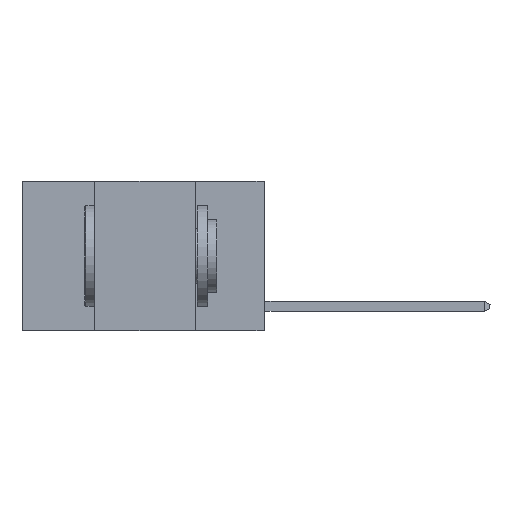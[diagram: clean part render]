
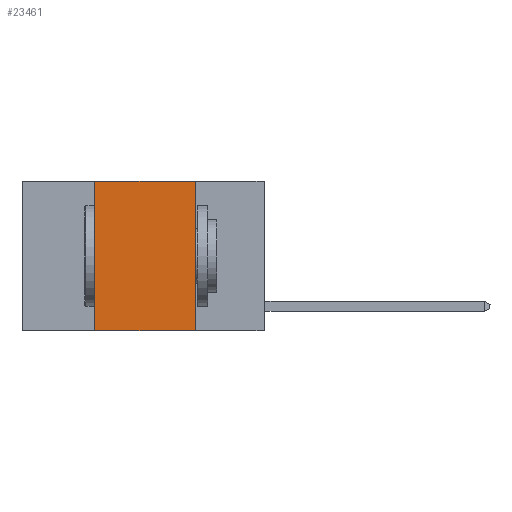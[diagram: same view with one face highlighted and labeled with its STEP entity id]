
A CAD part, left-side view. The second image highlights one B-rep face of the part: STEP entity #23461.
In plain terms, the highlighted planar face has unit normal (-1, 0, 0).
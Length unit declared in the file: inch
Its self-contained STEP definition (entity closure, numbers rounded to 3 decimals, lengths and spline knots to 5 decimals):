
#106 = VERTEX_POINT ( 'NONE', #17556 ) ;
#959 = EDGE_CURVE ( 'NONE', #21279, #18425, #29503, .T. ) ;
#1109 = LINE ( 'NONE', #17913, #26317 ) ;
#1625 = DIRECTION ( 'NONE',  ( 0., -1., 0. ) ) ;
#1721 = DIRECTION ( 'NONE',  ( 0., 0., -1. ) ) ;
#3478 = VECTOR ( 'NONE', #20542, 39.37008 ) ;
#3506 = ORIENTED_EDGE ( 'NONE', *, *, #12697, .F. ) ;
#4226 = CARTESIAN_POINT ( 'NONE',  ( 0., 0.6, 0. ) ) ;
#5016 = ORIENTED_EDGE ( 'NONE', *, *, #959, .F. ) ;
#5270 = VECTOR ( 'NONE', #21224, 39.37008 ) ;
#6331 = CARTESIAN_POINT ( 'NONE',  ( 0., 0.6, -0.37 ) ) ;
#6791 = EDGE_CURVE ( 'NONE', #17043, #21279, #1109, .T. ) ;
#7973 = ORIENTED_EDGE ( 'NONE', *, *, #13042, .T. ) ;
#8875 = LINE ( 'NONE', #14464, #5270 ) ;
#9037 = CARTESIAN_POINT ( 'NONE',  ( 0., 0.17, 0. ) ) ;
#9772 = CARTESIAN_POINT ( 'NONE',  ( 0., 0.17, -0.37 ) ) ;
#10274 = ORIENTED_EDGE ( 'NONE', *, *, #6791, .F. ) ;
#12697 = EDGE_CURVE ( 'NONE', #106, #17043, #8875, .T. ) ;
#13042 = EDGE_CURVE ( 'NONE', #106, #18425, #17860, .T. ) ;
#13294 = CARTESIAN_POINT ( 'NONE',  ( 0., 0.17, 0. ) ) ;
#13313 = EDGE_LOOP ( 'NONE', ( #5016, #10274, #3506, #7973 ) ) ;
#14464 = CARTESIAN_POINT ( 'NONE',  ( 0., 0.42, 0. ) ) ;
#15128 = CARTESIAN_POINT ( 'NONE',  ( 0., 0.42, 0. ) ) ;
#15519 = DIRECTION ( 'NONE',  ( 0., 0., -1. ) ) ;
#17043 = VERTEX_POINT ( 'NONE', #15128 ) ;
#17556 = CARTESIAN_POINT ( 'NONE',  ( 0., 0.42, -0.37 ) ) ;
#17860 = LINE ( 'NONE', #6331, #3478 ) ;
#17913 = CARTESIAN_POINT ( 'NONE',  ( 0., 0.6, 0. ) ) ;
#18425 = VERTEX_POINT ( 'NONE', #9772 ) ;
#19090 = FACE_OUTER_BOUND ( 'NONE', #13313, .T. ) ;
#20342 = PLANE ( 'NONE',  #27395 ) ;
#20542 = DIRECTION ( 'NONE',  ( 0., -1., 0. ) ) ;
#21224 = DIRECTION ( 'NONE',  ( 0., 0., 1. ) ) ;
#21279 = VERTEX_POINT ( 'NONE', #9037 ) ;
#22735 = DIRECTION ( 'NONE',  ( 1., 0., 0. ) ) ;
#23461 = ADVANCED_FACE ( 'NONE', ( #19090 ), #20342, .F. ) ;
#26317 = VECTOR ( 'NONE', #1625, 39.37008 ) ;
#27395 = AXIS2_PLACEMENT_3D ( 'NONE', #4226, #22735, #15519 ) ;
#28075 = VECTOR ( 'NONE', #1721, 39.37008 ) ;
#29503 = LINE ( 'NONE', #13294, #28075 ) ;
